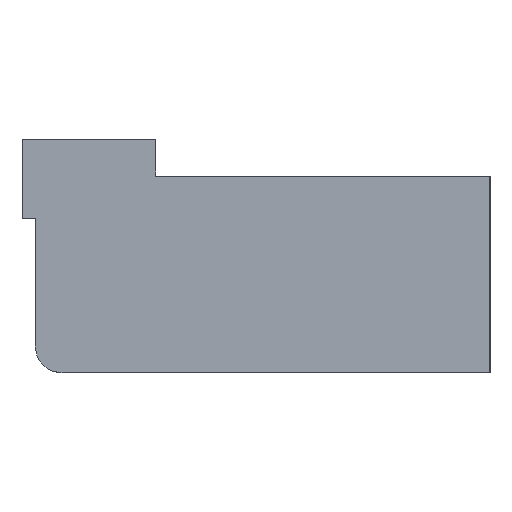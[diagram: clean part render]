
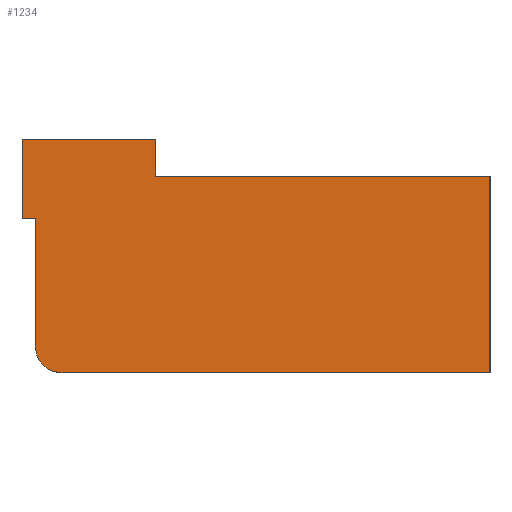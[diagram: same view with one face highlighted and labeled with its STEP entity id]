
A CAD part, left-side view. The second image highlights one B-rep face of the part: STEP entity #1234.
In plain terms, the highlighted planar face has unit normal (-1, 0, 0).
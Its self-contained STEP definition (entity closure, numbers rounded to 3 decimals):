
#1112=AXIS2_PLACEMENT_3D('Circle Axis2P3D',#1110,#1111,$) ;
#1174=AXIS2_PLACEMENT_3D('Plane Axis2P3D',#1171,#1172,#1173) ;
#756=CARTESIAN_POINT('Vertex',(-52.5,0.,-112.4)) ;
#759=CARTESIAN_POINT('Line Origine',(-52.5,32.,-112.4)) ;
#763=CARTESIAN_POINT('Vertex',(-52.5,64.,-112.4)) ;
#1110=CARTESIAN_POINT('Axis2P3D Location',(-52.5,64.,-108.4)) ;
#1114=CARTESIAN_POINT('Vertex',(-52.5,68.,-108.4)) ;
#1171=CARTESIAN_POINT('Axis2P3D Location',(-52.5,0.,0.)) ;
#1176=CARTESIAN_POINT('Line Origine',(-52.5,0.,-97.7)) ;
#1180=CARTESIAN_POINT('Vertex',(-52.5,0.,-83.)) ;
#1183=CARTESIAN_POINT('Line Origine',(-52.5,25.,-83.)) ;
#1187=CARTESIAN_POINT('Vertex',(-52.5,50.,-83.)) ;
#1190=CARTESIAN_POINT('Line Origine',(-52.5,50.,-80.25)) ;
#1194=CARTESIAN_POINT('Vertex',(-52.5,50.,-77.5)) ;
#1197=CARTESIAN_POINT('Line Origine',(-52.5,60.,-77.5)) ;
#1201=CARTESIAN_POINT('Vertex',(-52.5,70.,-77.5)) ;
#1204=CARTESIAN_POINT('Line Origine',(-52.5,70.,-83.45)) ;
#1208=CARTESIAN_POINT('Vertex',(-52.5,70.,-89.4)) ;
#1211=CARTESIAN_POINT('Line Origine',(-52.5,69.,-89.4)) ;
#1215=CARTESIAN_POINT('Vertex',(-52.5,68.,-89.4)) ;
#1218=CARTESIAN_POINT('Line Origine',(-52.5,68.,-98.9)) ;
#760=DIRECTION('Vector Direction',(0.,-1.,0.)) ;
#1111=DIRECTION('Axis2P3D Direction',(-1.,0.,0.)) ;
#1172=DIRECTION('Axis2P3D Direction',(-1.,0.,0.)) ;
#1173=DIRECTION('Axis2P3D XDirection',(0.,1.,0.)) ;
#1177=DIRECTION('Vector Direction',(0.,0.,1.)) ;
#1184=DIRECTION('Vector Direction',(0.,1.,0.)) ;
#1191=DIRECTION('Vector Direction',(0.,0.,1.)) ;
#1198=DIRECTION('Vector Direction',(0.,1.,0.)) ;
#1205=DIRECTION('Vector Direction',(0.,0.,-1.)) ;
#1212=DIRECTION('Vector Direction',(0.,-1.,0.)) ;
#1219=DIRECTION('Vector Direction',(0.,0.,-1.)) ;
#761=VECTOR('Line Direction',#760,1.) ;
#1178=VECTOR('Line Direction',#1177,1.) ;
#1185=VECTOR('Line Direction',#1184,1.) ;
#1192=VECTOR('Line Direction',#1191,1.) ;
#1199=VECTOR('Line Direction',#1198,1.) ;
#1206=VECTOR('Line Direction',#1205,1.) ;
#1213=VECTOR('Line Direction',#1212,1.) ;
#1220=VECTOR('Line Direction',#1219,1.) ;
#1224=ORIENTED_EDGE('',*,*,#1182,.T.) ;
#1225=ORIENTED_EDGE('',*,*,#1189,.T.) ;
#1226=ORIENTED_EDGE('',*,*,#1196,.T.) ;
#1227=ORIENTED_EDGE('',*,*,#1203,.T.) ;
#1228=ORIENTED_EDGE('',*,*,#1210,.T.) ;
#1229=ORIENTED_EDGE('',*,*,#1217,.T.) ;
#1230=ORIENTED_EDGE('',*,*,#1222,.T.) ;
#1231=ORIENTED_EDGE('',*,*,#1116,.T.) ;
#1232=ORIENTED_EDGE('',*,*,#765,.T.) ;
#1234=ADVANCED_FACE('Basetta inferiore',(#1233),#1175,.T.) ;
#1113=CIRCLE('generated circle',#1112,4.) ;
#765=EDGE_CURVE('',#764,#757,#762,.T.) ;
#1116=EDGE_CURVE('',#1115,#764,#1113,.T.) ;
#1182=EDGE_CURVE('',#757,#1181,#1179,.T.) ;
#1189=EDGE_CURVE('',#1181,#1188,#1186,.T.) ;
#1196=EDGE_CURVE('',#1188,#1195,#1193,.T.) ;
#1203=EDGE_CURVE('',#1195,#1202,#1200,.T.) ;
#1210=EDGE_CURVE('',#1202,#1209,#1207,.T.) ;
#1217=EDGE_CURVE('',#1209,#1216,#1214,.T.) ;
#1222=EDGE_CURVE('',#1216,#1115,#1221,.T.) ;
#1223=EDGE_LOOP('',(#1224,#1225,#1226,#1227,#1228,#1229,#1230,#1231,#1232)) ;
#1233=FACE_OUTER_BOUND('',#1223,.T.) ;
#762=LINE('Line',#759,#761) ;
#1179=LINE('Line',#1176,#1178) ;
#1186=LINE('Line',#1183,#1185) ;
#1193=LINE('Line',#1190,#1192) ;
#1200=LINE('Line',#1197,#1199) ;
#1207=LINE('Line',#1204,#1206) ;
#1214=LINE('Line',#1211,#1213) ;
#1221=LINE('Line',#1218,#1220) ;
#1175=PLANE('',#1174) ;
#757=VERTEX_POINT('',#756) ;
#764=VERTEX_POINT('',#763) ;
#1115=VERTEX_POINT('',#1114) ;
#1181=VERTEX_POINT('',#1180) ;
#1188=VERTEX_POINT('',#1187) ;
#1195=VERTEX_POINT('',#1194) ;
#1202=VERTEX_POINT('',#1201) ;
#1209=VERTEX_POINT('',#1208) ;
#1216=VERTEX_POINT('',#1215) ;
